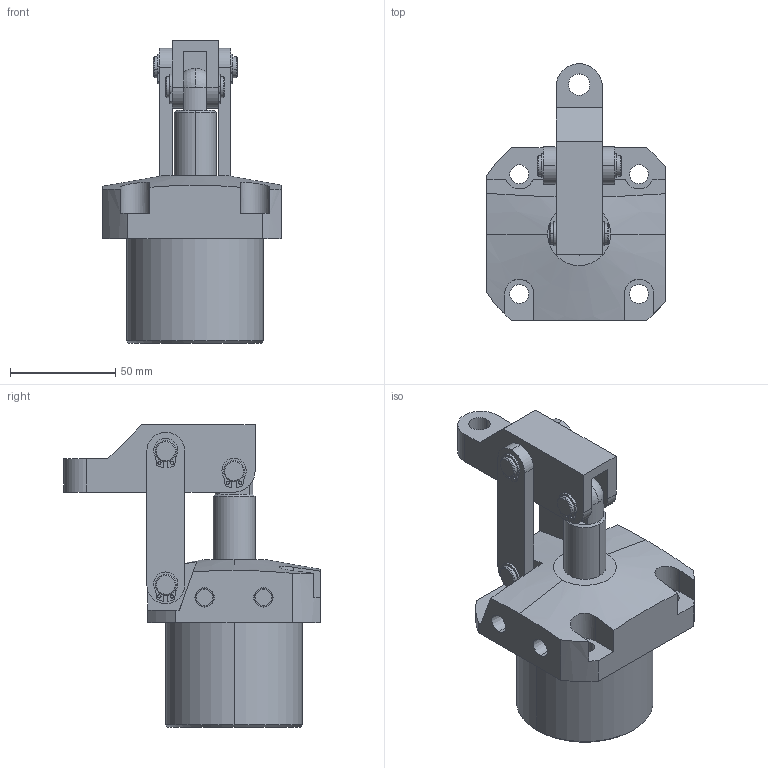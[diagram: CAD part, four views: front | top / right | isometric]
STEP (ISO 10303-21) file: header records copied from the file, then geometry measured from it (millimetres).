
FILE_DESCRIPTION (( 'STEP AP203' ), '1' );
FILE_NAME ('HUKW500A-U-SLS.STEP', '2020-08-24T09:01:33', ( '微软用户' ), ( '微软中国' ), 'SwSTEP 2.0', 'SolidWorks 2012', '' );
FILE_SCHEMA (( 'CONFIG_CONTROL_DESIGN' ));
Length unit declared in the file: millimetre
Products named in the file (8): HUKW500A-U-SLS; HUKV-W500活塞杆.; HUKV-W500傻种; HUKV-W500蟀裝; HUKV-W500酗种; HUKV-W500揤旋; circlips for shaft--type a large gb(GB_CONNECTING_PIECE_RING_RRA 10)
Assembly tree (14 placements, depth 2):
  HUKW500A-U-SLS
    HUKW500A-U-SLS
    HUKV-W500活塞杆.
    HUKV-W500傻种
    HUKV-W500蟀裝  x2
    HUKV-W500酗种  x2
    HUKV-W500揤旋
    circlips for shaft--type a large gb(GB_CONNECTING_PIECE_RING_RRA 10)  x6
Bounding box: 85 x 122 x 143.8 mm (x, y, z)
Volume: 333015.5 mm3; surface area: 79872.8 mm2
Topology: 14 solids, 14 shells, 323 faces, 798 edges, 523 vertices
Faces by surface type: cylinder 189, plane 104, cone 22, torus 6, sphere 2
Entity records: 6587 total; most frequent: CARTESIAN_POINT 1073, DIRECTION 1035, ORIENTED_EDGE 866, EDGE_CURVE 433, AXIS2_PLACEMENT_3D 421, VERTEX_POINT 281, EDGE_LOOP 226, CIRCLE 222
